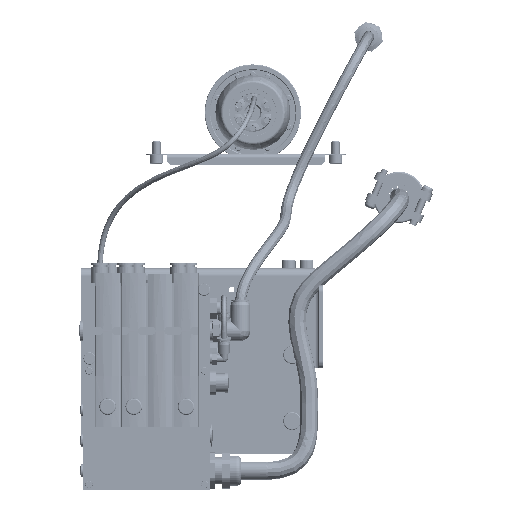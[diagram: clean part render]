
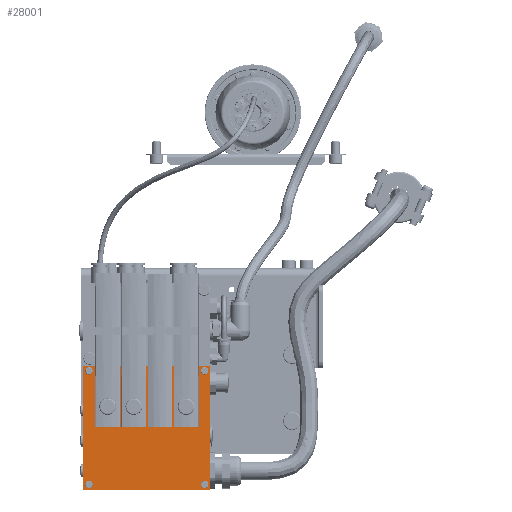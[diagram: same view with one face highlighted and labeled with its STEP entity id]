
A CAD part, left-side view. The second image highlights one B-rep face of the part: STEP entity #28001.
In plain terms, the highlighted planar face has unit normal (-1, 0, 0).
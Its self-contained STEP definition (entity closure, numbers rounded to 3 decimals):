
#472 = FACE_OUTER_BOUND ( 'NONE', #1744, .T. ) ;
#690 = VERTEX_POINT ( 'NONE', #168160 ) ;
#1119 = VECTOR ( 'NONE', #77622, 1000. ) ;
#1744 = EDGE_LOOP ( 'NONE', ( #79520, #5526, #79787, #117269 ) ) ;
#5526 = ORIENTED_EDGE ( 'NONE', *, *, #12838, .T. ) ;
#10910 = LINE ( 'NONE', #72011, #143803 ) ;
#12838 = EDGE_CURVE ( 'NONE', #690, #32102, #173454, .T. ) ;
#16302 = DIRECTION ( 'NONE',  ( 0., 0., 1. ) ) ;
#16916 = DIRECTION ( 'NONE',  ( 1., 0., 0. ) ) ;
#17486 = DIRECTION ( 'NONE',  ( 0., 1., 0. ) ) ;
#28001 = ADVANCED_FACE ( 'NONE', ( #472 ), #114529, .F. ) ;
#29328 = VERTEX_POINT ( 'NONE', #124349 ) ;
#31200 = CARTESIAN_POINT ( 'NONE',  ( 39., 123., 1080.264 ) ) ;
#32102 = VERTEX_POINT ( 'NONE', #92852 ) ;
#58874 = DIRECTION ( 'NONE',  ( 0., 1., 0. ) ) ;
#72011 = CARTESIAN_POINT ( 'NONE',  ( 39., 31., 989.964 ) ) ;
#75903 = CARTESIAN_POINT ( 'NONE',  ( 39., 123., 989.964 ) ) ;
#77622 = DIRECTION ( 'NONE',  ( 0., 0., -1. ) ) ;
#79520 = ORIENTED_EDGE ( 'NONE', *, *, #93568, .T. ) ;
#79787 = ORIENTED_EDGE ( 'NONE', *, *, #128445, .T. ) ;
#82907 = EDGE_CURVE ( 'NONE', #29328, #171047, #84157, .T. ) ;
#84157 = LINE ( 'NONE', #31200, #171484 ) ;
#91844 = AXIS2_PLACEMENT_3D ( 'NONE', #128224, #16916, #58874 ) ;
#92852 = CARTESIAN_POINT ( 'NONE',  ( 39., 31., 989.964 ) ) ;
#93568 = EDGE_CURVE ( 'NONE', #171047, #690, #103148, .T. ) ;
#103148 = LINE ( 'NONE', #146929, #1119 ) ;
#114529 = PLANE ( 'NONE',  #91844 ) ;
#117269 = ORIENTED_EDGE ( 'NONE', *, *, #82907, .T. ) ;
#124349 = CARTESIAN_POINT ( 'NONE',  ( 39., 31., 1080.264 ) ) ;
#128224 = CARTESIAN_POINT ( 'NONE',  ( 39., 123., 989.964 ) ) ;
#128445 = EDGE_CURVE ( 'NONE', #32102, #29328, #10910, .T. ) ;
#131502 = DIRECTION ( 'NONE',  ( 0., -1., 0. ) ) ;
#143803 = VECTOR ( 'NONE', #16302, 1000. ) ;
#146929 = CARTESIAN_POINT ( 'NONE',  ( 39., 123., 989.964 ) ) ;
#160738 = VECTOR ( 'NONE', #131502, 1000. ) ;
#168160 = CARTESIAN_POINT ( 'NONE',  ( 39., 123., 989.964 ) ) ;
#171047 = VERTEX_POINT ( 'NONE', #180510 ) ;
#171484 = VECTOR ( 'NONE', #17486, 1000. ) ;
#173454 = LINE ( 'NONE', #75903, #160738 ) ;
#180510 = CARTESIAN_POINT ( 'NONE',  ( 39., 123., 1080.264 ) ) ;
